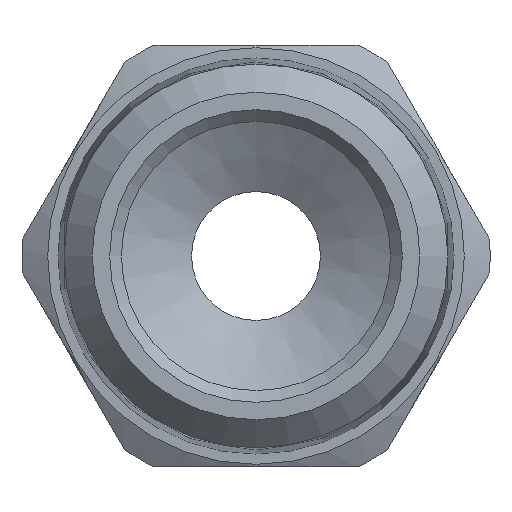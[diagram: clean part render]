
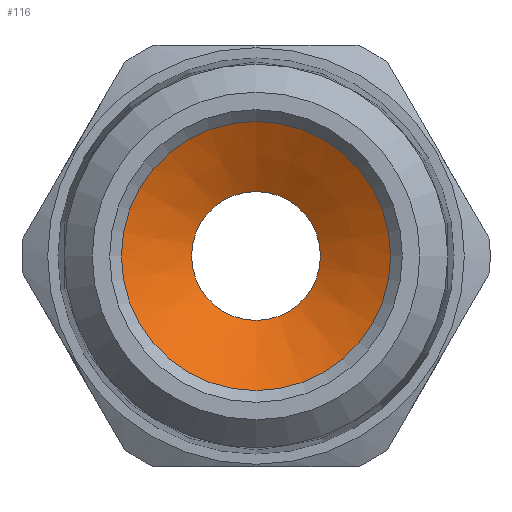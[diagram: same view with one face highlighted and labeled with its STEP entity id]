
A CAD part, front view. The second image highlights one B-rep face of the part: STEP entity #116.
In plain terms, the highlighted conical face has half-angle 60 degrees and reference radius 5.75 mm.
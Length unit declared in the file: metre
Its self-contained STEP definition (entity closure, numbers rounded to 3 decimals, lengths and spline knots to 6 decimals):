
#116 = ADVANCED_FACE( 'NONE', ( #262, #263 ), #264, .F. );
#262 = FACE_OUTER_BOUND( '', #433, .T. );
#263 = FACE_BOUND( '', #434, .T. );
#264 = CONICAL_SURFACE( '', #435, 0.00575, 1.047 );
#433 = EDGE_LOOP( '', ( #669 ) );
#434 = EDGE_LOOP( '', ( #670 ) );
#435 = AXIS2_PLACEMENT_3D( '', #671, #672, #673 );
#669 = ORIENTED_EDGE( '', *, *, #862, .T. );
#670 = ORIENTED_EDGE( '', *, *, #890, .F. );
#671 = CARTESIAN_POINT( '', ( 0., -0.0161, 0. ) );
#672 = DIRECTION( '', ( 0., -1., 0. ) );
#673 = DIRECTION( '', ( 0., 0., -1. ) );
#862 = EDGE_CURVE( 'NONE', #1003, #1003, #1004, .T. );
#890 = EDGE_CURVE( 'NONE', #1047, #1047, #1048, .T. );
#1003 = VERTEX_POINT( '', #1218 );
#1004 = CIRCLE( '', #1219, 0.00575 );
#1047 = VERTEX_POINT( '', #1263 );
#1048 = CIRCLE( '', #1264, 0.00275 );
#1218 = CARTESIAN_POINT( '', ( 0., -0.0161, -0.00575 ) );
#1219 = AXIS2_PLACEMENT_3D( '', #1442, #1443, #1444 );
#1263 = CARTESIAN_POINT( '', ( 0., -0.014368, -0.00275 ) );
#1264 = AXIS2_PLACEMENT_3D( '', #1491, #1492, #1493 );
#1442 = CARTESIAN_POINT( '', ( 0., -0.0161, 0. ) );
#1443 = DIRECTION( '', ( 0., -1., 0. ) );
#1444 = DIRECTION( '', ( 0., 0., -1. ) );
#1491 = CARTESIAN_POINT( '', ( 0., -0.014368, 0. ) );
#1492 = DIRECTION( '', ( 0., -1., 0. ) );
#1493 = DIRECTION( '', ( 0., 0., -1. ) );
